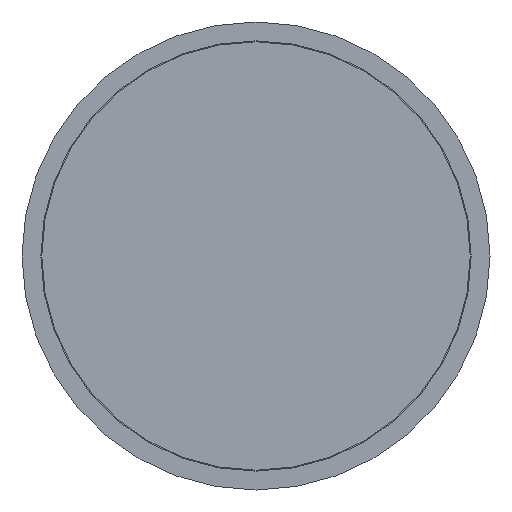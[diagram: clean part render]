
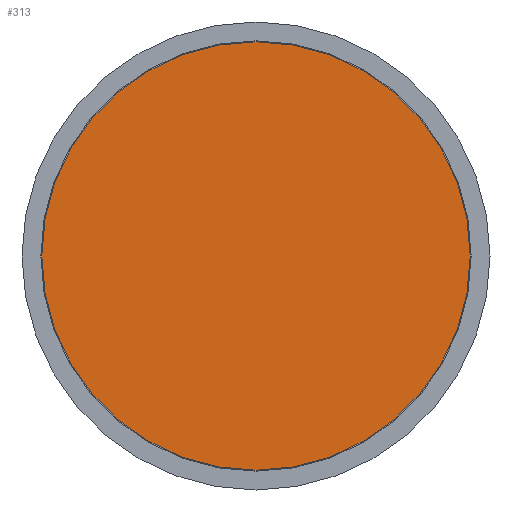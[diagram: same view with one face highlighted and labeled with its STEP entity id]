
A CAD part, front view. The second image highlights one B-rep face of the part: STEP entity #313.
In plain terms, the highlighted planar face has unit normal (0, -1, 0).
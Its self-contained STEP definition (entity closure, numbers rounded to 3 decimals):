
#5 = CARTESIAN_POINT ( 'NONE',  ( -56.75, 0., 0. ) ) ;
#34 = DIRECTION ( 'NONE',  ( 0., -1., 0. ) ) ;
#138 = CIRCLE ( 'NONE', #381, 56.75 ) ;
#244 = PLANE ( 'NONE',  #618 ) ;
#245 = CARTESIAN_POINT ( 'NONE',  ( 0., 0., -56.75 ) ) ;
#255 = EDGE_LOOP ( 'NONE', ( #919 ) ) ;
#313 = ADVANCED_FACE ( 'NONE', ( #690 ), #244, .F. ) ;
#345 = DIRECTION ( 'NONE',  ( 0., 0., -1. ) ) ;
#381 = AXIS2_PLACEMENT_3D ( 'NONE', #796, #34, #345 ) ;
#416 = VERTEX_POINT ( 'NONE', #245 ) ;
#459 = EDGE_CURVE ( 'NONE', #416, #416, #138, .T. ) ;
#618 = AXIS2_PLACEMENT_3D ( 'NONE', #5, #929, #694 ) ;
#690 = FACE_OUTER_BOUND ( 'NONE', #255, .T. ) ;
#694 = DIRECTION ( 'NONE',  ( 0., 0., 1. ) ) ;
#796 = CARTESIAN_POINT ( 'NONE',  ( 0., 0., 0. ) ) ;
#919 = ORIENTED_EDGE ( 'NONE', *, *, #459, .T. ) ;
#929 = DIRECTION ( 'NONE',  ( 0., 1., 0. ) ) ;
